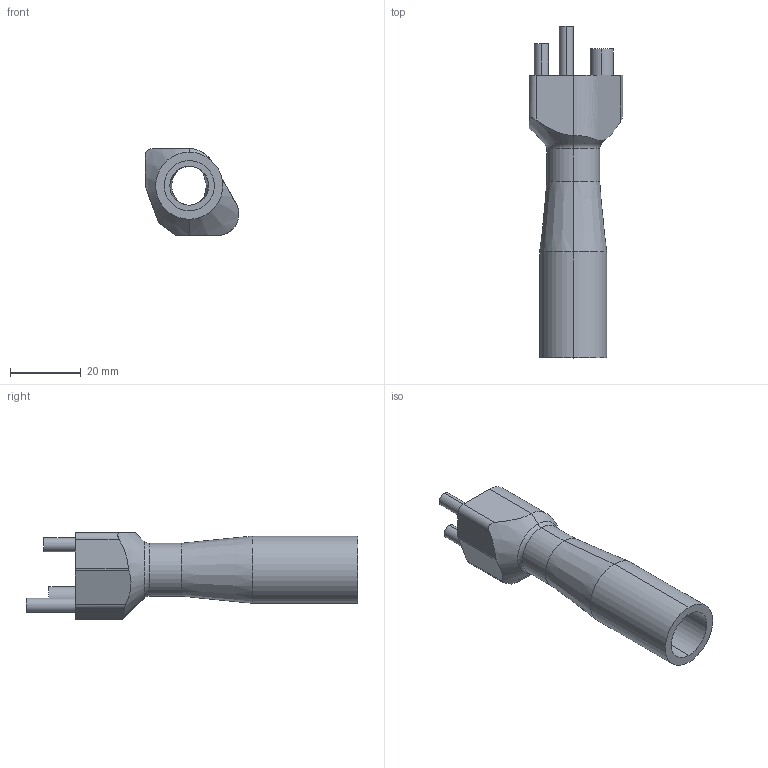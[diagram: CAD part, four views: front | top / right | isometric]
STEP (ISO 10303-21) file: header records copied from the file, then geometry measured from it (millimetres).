
FILE_DESCRIPTION (( 'STEP AP214' ), '1' );
FILE_NAME ('TMPT_BellToValves.STEP', '2015-02-01T17:19:12', ( '' ), ( '' ), 'SwSTEP 2.0', 'SolidWorks 2014', '' );
FILE_SCHEMA (( 'AUTOMOTIVE_DESIGN' ));
Length unit declared in the file: millimetre
Products named in the file (1): TMPT_BellToValves
Bounding box: 26.57 x 94 x 24.57 mm (x, y, z)
Volume: 14999.2 mm3; surface area: 9160.6 mm2
Topology: 1 solids, 1 shells, 39 faces, 90 edges, 57 vertices
Faces by surface type: cylinder 18, plane 12, cone 4, bspline 3, torus 2
Entity records: 1391 total; most frequent: CARTESIAN_POINT 477, DIRECTION 185, ORIENTED_EDGE 180, EDGE_CURVE 90, AXIS2_PLACEMENT_3D 75, VERTEX_POINT 57, EDGE_LOOP 45, FACE_OUTER_BOUND 39
